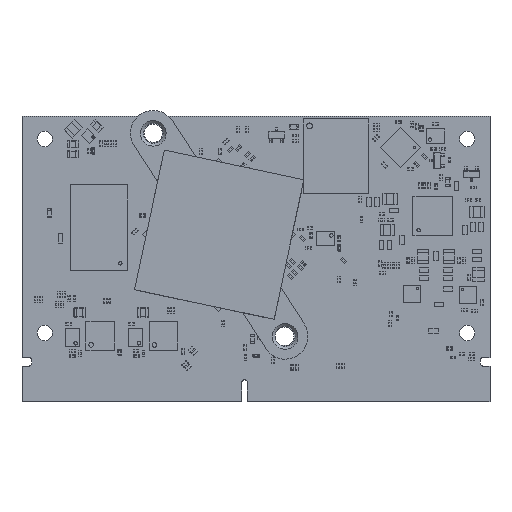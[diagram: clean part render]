
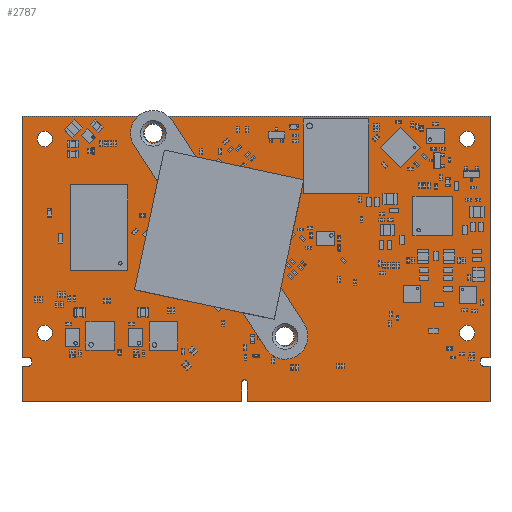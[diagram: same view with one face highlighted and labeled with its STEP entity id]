
A CAD part, top view. The second image highlights one B-rep face of the part: STEP entity #2787.
In plain terms, the highlighted planar face has unit normal (0, 0, 1).
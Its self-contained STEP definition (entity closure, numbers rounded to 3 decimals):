
#1920 = VERTEX_POINT('',#1921);
#1921 = CARTESIAN_POINT('',(0.,6.2,1.2));
#1927 = EDGE_CURVE('',#1920,#1928,#1930,.T.);
#1928 = VERTEX_POINT('',#1929);
#1929 = CARTESIAN_POINT('',(1.2,6.2,1.2));
#1930 = LINE('',#1931,#1932);
#1931 = CARTESIAN_POINT('',(0.,6.2,1.2));
#1932 = VECTOR('',#1933,1.);
#1933 = DIRECTION('',(1.,0.,0.));
#1958 = EDGE_CURVE('',#1928,#1959,#1961,.T.);
#1959 = VERTEX_POINT('',#1960);
#1960 = CARTESIAN_POINT('',(1.7,6.7,1.2));
#1961 = CIRCLE('',#1962,0.498);
#1962 = AXIS2_PLACEMENT_3D('',#1963,#1964,#1965);
#1963 = CARTESIAN_POINT('',(1.202,6.698,1.2));
#1964 = DIRECTION('',(0.,0.,1.));
#1965 = DIRECTION('',(-0.003,-1.,0.));
#1991 = EDGE_CURVE('',#1959,#1992,#1994,.T.);
#1992 = VERTEX_POINT('',#1993);
#1993 = CARTESIAN_POINT('',(1.7,7.2,1.2));
#1994 = LINE('',#1995,#1996);
#1995 = CARTESIAN_POINT('',(1.7,6.7,1.2));
#1996 = VECTOR('',#1997,1.);
#1997 = DIRECTION('',(0.,1.,0.));
#2022 = EDGE_CURVE('',#1992,#2023,#2025,.T.);
#2023 = VERTEX_POINT('',#2024);
#2024 = CARTESIAN_POINT('',(1.2,7.7,1.2));
#2025 = CIRCLE('',#2026,0.498);
#2026 = AXIS2_PLACEMENT_3D('',#2027,#2028,#2029);
#2027 = CARTESIAN_POINT('',(1.202,7.202,1.2));
#2028 = DIRECTION('',(0.,0.,1.));
#2029 = DIRECTION('',(1.,-0.003,0.));
#2055 = EDGE_CURVE('',#2023,#2056,#2058,.T.);
#2056 = VERTEX_POINT('',#2057);
#2057 = CARTESIAN_POINT('',(0.,7.7,1.2));
#2058 = LINE('',#2059,#2060);
#2059 = CARTESIAN_POINT('',(1.2,7.7,1.2));
#2060 = VECTOR('',#2061,1.);
#2061 = DIRECTION('',(-1.,0.,0.));
#2086 = EDGE_CURVE('',#2056,#2087,#2089,.T.);
#2087 = VERTEX_POINT('',#2088);
#2088 = CARTESIAN_POINT('',(0.,50.,1.2));
#2089 = LINE('',#2090,#2091);
#2090 = CARTESIAN_POINT('',(0.,7.7,1.2));
#2091 = VECTOR('',#2092,1.);
#2092 = DIRECTION('',(0.,1.,0.));
#2117 = EDGE_CURVE('',#2087,#2118,#2120,.T.);
#2118 = VERTEX_POINT('',#2119);
#2119 = CARTESIAN_POINT('',(82.,50.,1.2));
#2120 = LINE('',#2121,#2122);
#2121 = CARTESIAN_POINT('',(0.,50.,1.2));
#2122 = VECTOR('',#2123,1.);
#2123 = DIRECTION('',(1.,0.,0.));
#2148 = EDGE_CURVE('',#2118,#2149,#2151,.T.);
#2149 = VERTEX_POINT('',#2150);
#2150 = CARTESIAN_POINT('',(82.,7.7,1.2));
#2151 = LINE('',#2152,#2153);
#2152 = CARTESIAN_POINT('',(82.,50.,1.2));
#2153 = VECTOR('',#2154,1.);
#2154 = DIRECTION('',(0.,-1.,0.));
#2179 = EDGE_CURVE('',#2149,#2180,#2182,.T.);
#2180 = VERTEX_POINT('',#2181);
#2181 = CARTESIAN_POINT('',(80.8,7.7,1.2));
#2182 = LINE('',#2183,#2184);
#2183 = CARTESIAN_POINT('',(82.,7.7,1.2));
#2184 = VECTOR('',#2185,1.);
#2185 = DIRECTION('',(-1.,0.,0.));
#2210 = EDGE_CURVE('',#2180,#2211,#2213,.T.);
#2211 = VERTEX_POINT('',#2212);
#2212 = CARTESIAN_POINT('',(80.3,7.2,1.2));
#2213 = CIRCLE('',#2214,0.498);
#2214 = AXIS2_PLACEMENT_3D('',#2215,#2216,#2217);
#2215 = CARTESIAN_POINT('',(80.798,7.202,1.2));
#2216 = DIRECTION('',(0.,0.,1.));
#2217 = DIRECTION('',(0.003,1.,0.));
#2243 = EDGE_CURVE('',#2211,#2244,#2246,.T.);
#2244 = VERTEX_POINT('',#2245);
#2245 = CARTESIAN_POINT('',(80.3,6.7,1.2));
#2246 = LINE('',#2247,#2248);
#2247 = CARTESIAN_POINT('',(80.3,7.2,1.2));
#2248 = VECTOR('',#2249,1.);
#2249 = DIRECTION('',(0.,-1.,0.));
#2274 = EDGE_CURVE('',#2244,#2275,#2277,.T.);
#2275 = VERTEX_POINT('',#2276);
#2276 = CARTESIAN_POINT('',(80.8,6.2,1.2));
#2277 = CIRCLE('',#2278,0.498);
#2278 = AXIS2_PLACEMENT_3D('',#2279,#2280,#2281);
#2279 = CARTESIAN_POINT('',(80.798,6.698,1.2));
#2280 = DIRECTION('',(0.,0.,1.));
#2281 = DIRECTION('',(-1.,0.003,0.));
#2307 = EDGE_CURVE('',#2275,#2308,#2310,.T.);
#2308 = VERTEX_POINT('',#2309);
#2309 = CARTESIAN_POINT('',(82.,6.2,1.2));
#2310 = LINE('',#2311,#2312);
#2311 = CARTESIAN_POINT('',(80.8,6.2,1.2));
#2312 = VECTOR('',#2313,1.);
#2313 = DIRECTION('',(1.,0.,0.));
#2338 = EDGE_CURVE('',#2308,#2339,#2341,.T.);
#2339 = VERTEX_POINT('',#2340);
#2340 = CARTESIAN_POINT('',(82.,0.,1.2));
#2341 = LINE('',#2342,#2343);
#2342 = CARTESIAN_POINT('',(82.,6.2,1.2));
#2343 = VECTOR('',#2344,1.);
#2344 = DIRECTION('',(0.,-1.,0.));
#2369 = EDGE_CURVE('',#2339,#2370,#2372,.T.);
#2370 = VERTEX_POINT('',#2371);
#2371 = CARTESIAN_POINT('',(39.5,0.,1.2));
#2372 = LINE('',#2373,#2374);
#2373 = CARTESIAN_POINT('',(82.,0.,1.2));
#2374 = VECTOR('',#2375,1.);
#2375 = DIRECTION('',(-1.,0.,0.));
#2400 = EDGE_CURVE('',#2370,#2401,#2403,.T.);
#2401 = VERTEX_POINT('',#2402);
#2402 = CARTESIAN_POINT('',(39.5,3.3,1.2));
#2403 = LINE('',#2404,#2405);
#2404 = CARTESIAN_POINT('',(39.5,0.,1.2));
#2405 = VECTOR('',#2406,1.);
#2406 = DIRECTION('',(0.,1.,0.));
#2431 = EDGE_CURVE('',#2401,#2432,#2434,.T.);
#2432 = VERTEX_POINT('',#2433);
#2433 = CARTESIAN_POINT('',(38.5,3.3,1.2));
#2434 = CIRCLE('',#2435,0.5);
#2435 = AXIS2_PLACEMENT_3D('',#2436,#2437,#2438);
#2436 = CARTESIAN_POINT('',(39.,3.3,1.2));
#2437 = DIRECTION('',(0.,0.,1.));
#2438 = DIRECTION('',(1.,0.,0.));
#2464 = EDGE_CURVE('',#2432,#2465,#2467,.T.);
#2465 = VERTEX_POINT('',#2466);
#2466 = CARTESIAN_POINT('',(38.5,0.,1.2));
#2467 = LINE('',#2468,#2469);
#2468 = CARTESIAN_POINT('',(38.5,3.3,1.2));
#2469 = VECTOR('',#2470,1.);
#2470 = DIRECTION('',(0.,-1.,0.));
#2495 = EDGE_CURVE('',#2465,#2496,#2498,.T.);
#2496 = VERTEX_POINT('',#2497);
#2497 = CARTESIAN_POINT('',(0.,0.,1.2));
#2498 = LINE('',#2499,#2500);
#2499 = CARTESIAN_POINT('',(38.5,0.,1.2));
#2500 = VECTOR('',#2501,1.);
#2501 = DIRECTION('',(-1.,0.,0.));
#2526 = EDGE_CURVE('',#2496,#1920,#2527,.T.);
#2527 = LINE('',#2528,#2529);
#2528 = CARTESIAN_POINT('',(0.,0.,1.2));
#2529 = VECTOR('',#2530,1.);
#2530 = DIRECTION('',(0.,1.,0.));
#2550 = VERTEX_POINT('',#2551);
#2551 = CARTESIAN_POINT('',(5.35,12.,1.2));
#2557 = EDGE_CURVE('',#2550,#2550,#2558,.T.);
#2558 = CIRCLE('',#2559,1.35);
#2559 = AXIS2_PLACEMENT_3D('',#2560,#2561,#2562);
#2560 = CARTESIAN_POINT('',(4.,12.,1.2));
#2561 = DIRECTION('',(0.,0.,1.));
#2562 = DIRECTION('',(1.,0.,0.));
#2583 = VERTEX_POINT('',#2584);
#2584 = CARTESIAN_POINT('',(5.35,46.,1.2));
#2590 = EDGE_CURVE('',#2583,#2583,#2591,.T.);
#2591 = CIRCLE('',#2592,1.35);
#2592 = AXIS2_PLACEMENT_3D('',#2593,#2594,#2595);
#2593 = CARTESIAN_POINT('',(4.,46.,1.2));
#2594 = DIRECTION('',(0.,0.,1.));
#2595 = DIRECTION('',(1.,0.,0.));
#2616 = VERTEX_POINT('',#2617);
#2617 = CARTESIAN_POINT('',(24.6,47.,1.2));
#2623 = EDGE_CURVE('',#2616,#2616,#2624,.T.);
#2624 = CIRCLE('',#2625,1.6);
#2625 = AXIS2_PLACEMENT_3D('',#2626,#2627,#2628);
#2626 = CARTESIAN_POINT('',(23.,47.,1.2));
#2627 = DIRECTION('',(0.,0.,1.));
#2628 = DIRECTION('',(1.,0.,0.));
#2649 = VERTEX_POINT('',#2650);
#2650 = CARTESIAN_POINT('',(47.6,11.4,1.2));
#2656 = EDGE_CURVE('',#2649,#2649,#2657,.T.);
#2657 = CIRCLE('',#2658,1.6);
#2658 = AXIS2_PLACEMENT_3D('',#2659,#2660,#2661);
#2659 = CARTESIAN_POINT('',(46.,11.4,1.2));
#2660 = DIRECTION('',(0.,0.,1.));
#2661 = DIRECTION('',(1.,0.,0.));
#2682 = VERTEX_POINT('',#2683);
#2683 = CARTESIAN_POINT('',(79.35,46.,1.2));
#2689 = EDGE_CURVE('',#2682,#2682,#2690,.T.);
#2690 = CIRCLE('',#2691,1.35);
#2691 = AXIS2_PLACEMENT_3D('',#2692,#2693,#2694);
#2692 = CARTESIAN_POINT('',(78.,46.,1.2));
#2693 = DIRECTION('',(0.,0.,1.));
#2694 = DIRECTION('',(1.,0.,0.));
#2715 = VERTEX_POINT('',#2716);
#2716 = CARTESIAN_POINT('',(79.35,12.,1.2));
#2722 = EDGE_CURVE('',#2715,#2715,#2723,.T.);
#2723 = CIRCLE('',#2724,1.35);
#2724 = AXIS2_PLACEMENT_3D('',#2725,#2726,#2727);
#2725 = CARTESIAN_POINT('',(78.,12.,1.2));
#2726 = DIRECTION('',(0.,0.,1.));
#2727 = DIRECTION('',(1.,0.,0.));
#2787 = ADVANCED_FACE('',(#2788,#2810,#2813,#2816,#2819,#2822,#2825),
  #2828,.F.);
#2788 = FACE_BOUND('',#2789,.F.);
#2789 = EDGE_LOOP('',(#2790,#2791,#2792,#2793,#2794,#2795,#2796,#2797,
    #2798,#2799,#2800,#2801,#2802,#2803,#2804,#2805,#2806,#2807,#2808,
    #2809));
#2790 = ORIENTED_EDGE('',*,*,#1927,.T.);
#2791 = ORIENTED_EDGE('',*,*,#1958,.T.);
#2792 = ORIENTED_EDGE('',*,*,#1991,.T.);
#2793 = ORIENTED_EDGE('',*,*,#2022,.T.);
#2794 = ORIENTED_EDGE('',*,*,#2055,.T.);
#2795 = ORIENTED_EDGE('',*,*,#2086,.T.);
#2796 = ORIENTED_EDGE('',*,*,#2117,.T.);
#2797 = ORIENTED_EDGE('',*,*,#2148,.T.);
#2798 = ORIENTED_EDGE('',*,*,#2179,.T.);
#2799 = ORIENTED_EDGE('',*,*,#2210,.T.);
#2800 = ORIENTED_EDGE('',*,*,#2243,.T.);
#2801 = ORIENTED_EDGE('',*,*,#2274,.T.);
#2802 = ORIENTED_EDGE('',*,*,#2307,.T.);
#2803 = ORIENTED_EDGE('',*,*,#2338,.T.);
#2804 = ORIENTED_EDGE('',*,*,#2369,.T.);
#2805 = ORIENTED_EDGE('',*,*,#2400,.T.);
#2806 = ORIENTED_EDGE('',*,*,#2431,.T.);
#2807 = ORIENTED_EDGE('',*,*,#2464,.T.);
#2808 = ORIENTED_EDGE('',*,*,#2495,.T.);
#2809 = ORIENTED_EDGE('',*,*,#2526,.T.);
#2810 = FACE_BOUND('',#2811,.F.);
#2811 = EDGE_LOOP('',(#2812));
#2812 = ORIENTED_EDGE('',*,*,#2557,.T.);
#2813 = FACE_BOUND('',#2814,.F.);
#2814 = EDGE_LOOP('',(#2815));
#2815 = ORIENTED_EDGE('',*,*,#2590,.T.);
#2816 = FACE_BOUND('',#2817,.F.);
#2817 = EDGE_LOOP('',(#2818));
#2818 = ORIENTED_EDGE('',*,*,#2623,.T.);
#2819 = FACE_BOUND('',#2820,.F.);
#2820 = EDGE_LOOP('',(#2821));
#2821 = ORIENTED_EDGE('',*,*,#2656,.T.);
#2822 = FACE_BOUND('',#2823,.F.);
#2823 = EDGE_LOOP('',(#2824));
#2824 = ORIENTED_EDGE('',*,*,#2689,.T.);
#2825 = FACE_BOUND('',#2826,.F.);
#2826 = EDGE_LOOP('',(#2827));
#2827 = ORIENTED_EDGE('',*,*,#2722,.T.);
#2828 = PLANE('',#2829);
#2829 = AXIS2_PLACEMENT_3D('',#2830,#2831,#2832);
#2830 = CARTESIAN_POINT('',(0.,6.2,1.2));
#2831 = DIRECTION('',(0.,0.,-1.));
#2832 = DIRECTION('',(-1.,0.,0.));
